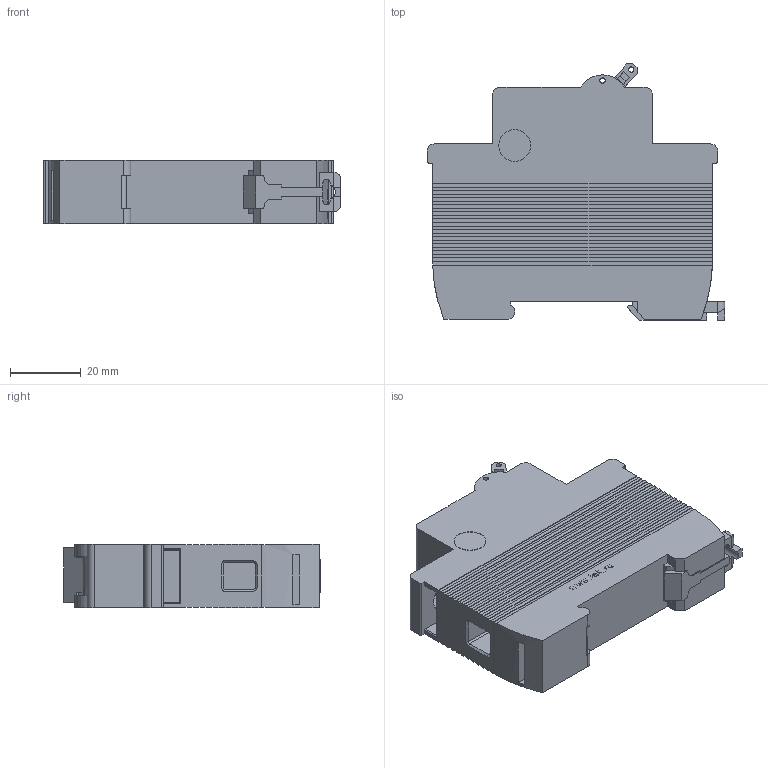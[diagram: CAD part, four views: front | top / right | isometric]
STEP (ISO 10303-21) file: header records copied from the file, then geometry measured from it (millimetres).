
FILE_DESCRIPTION (( 'STEP AP214' ), '1' );
FILE_NAME ('01.01.02.01 ÂÀ 47-29M õ-êà Â.STEP', '2017-03-09T13:33:45', ( '' ), ( '' ), 'SwSTEP 2.0', 'SolidWorks 2014', '' );
FILE_SCHEMA (( 'AUTOMOTIVE_DESIGN' ));
Length unit declared in the file: millimetre
Products named in the file (1): 01.01.02.01 ÂÀ 47-29M õ-êà Â
Bounding box: 84 x 72.47 x 18 mm (x, y, z)
Volume: 74910.2 mm3; surface area: 21549.9 mm2
Topology: 1 solids, 35 shells, 724 faces, 1900 edges, 1253 vertices
Faces by surface type: plane 578, cylinder 113, bspline 24, cone 8, torus 1
Full cylindrical faces by diameter (mm): 1.5 x3, 2.1 x6, 8 x4, 9 x2
Entity records: 30780 total; most frequent: CARTESIAN_POINT 5018, ORIENTED_EDGE 3750, DIRECTION 3479, EDGE_CURVE 1875, LINE 1551, VECTOR 1551, VERTEX_POINT 1243, AXIS2_PLACEMENT_3D 964
